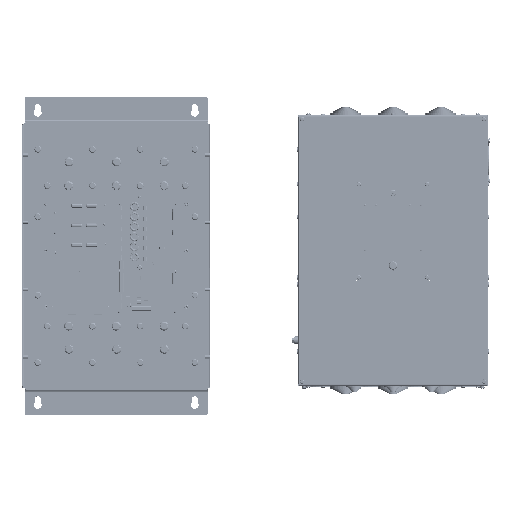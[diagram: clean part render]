
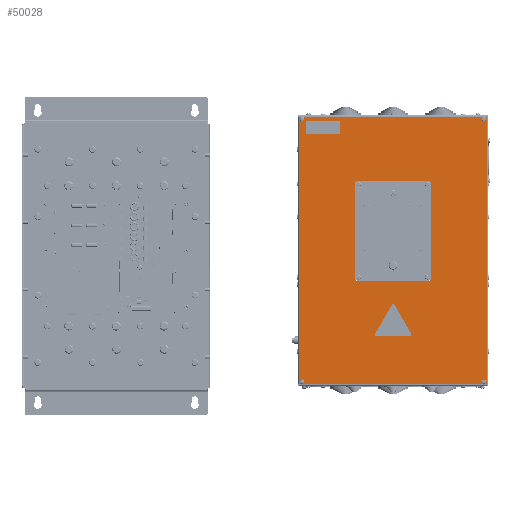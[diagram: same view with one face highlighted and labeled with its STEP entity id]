
A CAD part, top view. The second image highlights one B-rep face of the part: STEP entity #50028.
In plain terms, the highlighted planar face has unit normal (0, 0, 1).
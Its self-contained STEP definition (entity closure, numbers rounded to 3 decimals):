
#50028=ADVANCED_FACE('',(#84262,#84264,#84266,#84268,#84270,#84272),#84274,.T.);
#84262=FACE_BOUND('',#84263,.T.);
#84263=EDGE_LOOP('',(#135394,#135395,#135396,#135397));
#84264=FACE_BOUND('',#84265,.T.);
#84265=EDGE_LOOP('',(#135398,#135399,#135400,#135401,#135402,#135403,#135404,#135405));
#84266=FACE_BOUND('',#84267,.T.);
#84267=EDGE_LOOP('',(#135406));
#84268=FACE_BOUND('',#84269,.T.);
#84269=EDGE_LOOP('',(#135407));
#84270=FACE_BOUND('',#84271,.T.);
#84271=EDGE_LOOP('',(#135408));
#84272=FACE_BOUND('',#84273,.T.);
#84273=EDGE_LOOP('',(#135409));
#84274=PLANE('',#84275);
#84275=AXIS2_PLACEMENT_3D('',#84276,#84277,#84278);
#84276=CARTESIAN_POINT('',(499.569,683.044,329.72));
#84277=DIRECTION('',(0.,0.,1.));
#84278=DIRECTION('',(1.,0.,0.));
#135394=ORIENTED_EDGE('',*,*,#162922,.T.);
#135395=ORIENTED_EDGE('',*,*,#162923,.T.);
#135396=ORIENTED_EDGE('',*,*,#162889,.T.);
#135397=ORIENTED_EDGE('',*,*,#162924,.T.);
#135398=ORIENTED_EDGE('',*,*,#162925,.T.);
#135399=ORIENTED_EDGE('',*,*,#162926,.T.);
#135400=ORIENTED_EDGE('',*,*,#162927,.T.);
#135401=ORIENTED_EDGE('',*,*,#162928,.T.);
#135402=ORIENTED_EDGE('',*,*,#162929,.T.);
#135403=ORIENTED_EDGE('',*,*,#162930,.T.);
#135404=ORIENTED_EDGE('',*,*,#162931,.T.);
#135405=ORIENTED_EDGE('',*,*,#162932,.T.);
#135406=ORIENTED_EDGE('',*,*,#162933,.T.);
#135407=ORIENTED_EDGE('',*,*,#162934,.T.);
#135408=ORIENTED_EDGE('',*,*,#162935,.T.);
#135409=ORIENTED_EDGE('',*,*,#162936,.T.);
#162889=EDGE_CURVE('',#193954,#193946,#193972,.T.);
#162922=EDGE_CURVE('',#194021,#194015,#194022,.T.);
#162923=EDGE_CURVE('',#194015,#193954,#194023,.T.);
#162924=EDGE_CURVE('',#193946,#194021,#194024,.T.);
#162925=EDGE_CURVE('',#194025,#194026,#194027,.F.);
#162926=EDGE_CURVE('',#194026,#194028,#194029,.F.);
#162927=EDGE_CURVE('',#194028,#194030,#194031,.F.);
#162928=EDGE_CURVE('',#194030,#194032,#194033,.F.);
#162929=EDGE_CURVE('',#194032,#194034,#194035,.F.);
#162930=EDGE_CURVE('',#194034,#194036,#194037,.F.);
#162931=EDGE_CURVE('',#194036,#194038,#194039,.F.);
#162932=EDGE_CURVE('',#194038,#194025,#194040,.F.);
#162933=EDGE_CURVE('',#194041,#194041,#194042,.F.);
#162934=EDGE_CURVE('',#194043,#194043,#194044,.F.);
#162935=EDGE_CURVE('',#194045,#194045,#194046,.F.);
#162936=EDGE_CURVE('',#194047,#194047,#194048,.F.);
#193946=VERTEX_POINT('',#248559);
#193954=VERTEX_POINT('',#248577);
#193972=LINE('',#248618,#248619);
#194015=VERTEX_POINT('',#248722);
#194021=VERTEX_POINT('',#248738);
#194022=LINE('',#248739,#248740);
#194023=LINE('',#248742,#248743);
#194024=LINE('',#248745,#248746);
#194025=VERTEX_POINT('',#248748);
#194026=VERTEX_POINT('',#248749);
#194027=CIRCLE('',#248750,5.);
#194028=VERTEX_POINT('',#248754);
#194029=LINE('',#248755,#248756);
#194030=VERTEX_POINT('',#248758);
#194031=CIRCLE('',#248759,5.);
#194032=VERTEX_POINT('',#248763);
#194033=LINE('',#248764,#248765);
#194034=VERTEX_POINT('',#248767);
#194035=CIRCLE('',#248768,5.);
#194036=VERTEX_POINT('',#248772);
#194037=LINE('',#248773,#248774);
#194038=VERTEX_POINT('',#248776);
#194039=CIRCLE('',#248777,5.);
#194040=LINE('',#248781,#248782);
#194041=VERTEX_POINT('',#248784);
#194042=CIRCLE('',#248785,2.5);
#194043=VERTEX_POINT('',#248789);
#194044=CIRCLE('',#248790,2.5);
#194045=VERTEX_POINT('',#248794);
#194046=CIRCLE('',#248795,2.5);
#194047=VERTEX_POINT('',#248799);
#194048=CIRCLE('',#248800,2.5);
#248559=CARTESIAN_POINT('',(501.869,203.344,329.72));
#248577=CARTESIAN_POINT('',(501.869,680.744,329.72));
#248618=CARTESIAN_POINT('',(501.869,680.744,329.72));
#248619=VECTOR('',#248620,1.);
#248620=DIRECTION('',(0.,-1.,0.));
#248722=CARTESIAN_POINT('',(835.269,680.744,329.72));
#248738=CARTESIAN_POINT('',(835.269,203.344,329.72));
#248739=CARTESIAN_POINT('',(835.269,203.344,329.72));
#248740=VECTOR('',#248741,1.);
#248741=DIRECTION('',(0.,1.,0.));
#248742=CARTESIAN_POINT('',(835.269,680.744,329.72));
#248743=VECTOR('',#248744,1.);
#248744=DIRECTION('',(-1.,0.,0.));
#248745=CARTESIAN_POINT('',(501.869,203.344,329.72));
#248746=VECTOR('',#248747,1.);
#248747=DIRECTION('',(1.,0.,0.));
#248748=CARTESIAN_POINT('',(736.069,392.544,329.72));
#248749=CARTESIAN_POINT('',(731.069,387.544,329.72));
#248750=AXIS2_PLACEMENT_3D('',#248751,#248752,#248753);
#248751=CARTESIAN_POINT('',(731.069,392.544,329.72));
#248752=DIRECTION('',(0.,0.,1.));
#248753=DIRECTION('',(0.,-1.,0.));
#248754=CARTESIAN_POINT('',(606.069,387.544,329.72));
#248755=CARTESIAN_POINT('',(606.069,387.544,329.72));
#248756=VECTOR('',#248757,1.);
#248757=DIRECTION('',(1.,0.,0.));
#248758=CARTESIAN_POINT('',(601.069,392.544,329.72));
#248759=AXIS2_PLACEMENT_3D('',#248760,#248761,#248762);
#248760=CARTESIAN_POINT('',(606.069,392.544,329.72));
#248761=DIRECTION('',(0.,0.,1.));
#248762=DIRECTION('',(-1.,0.,0.));
#248763=CARTESIAN_POINT('',(601.069,561.544,329.72));
#248764=CARTESIAN_POINT('',(601.069,561.544,329.72));
#248765=VECTOR('',#248766,1.);
#248766=DIRECTION('',(0.,-1.,0.));
#248767=CARTESIAN_POINT('',(606.069,566.544,329.72));
#248768=AXIS2_PLACEMENT_3D('',#248769,#248770,#248771);
#248769=CARTESIAN_POINT('',(606.069,561.544,329.72));
#248770=DIRECTION('',(0.,0.,1.));
#248771=DIRECTION('',(0.,1.,0.));
#248772=CARTESIAN_POINT('',(731.069,566.544,329.72));
#248773=CARTESIAN_POINT('',(731.069,566.544,329.72));
#248774=VECTOR('',#248775,1.);
#248775=DIRECTION('',(-1.,0.,0.));
#248776=CARTESIAN_POINT('',(736.069,561.544,329.72));
#248777=AXIS2_PLACEMENT_3D('',#248778,#248779,#248780);
#248778=CARTESIAN_POINT('',(731.069,561.544,329.72));
#248779=DIRECTION('',(0.,0.,1.));
#248780=DIRECTION('',(1.,0.,0.));
#248781=CARTESIAN_POINT('',(736.069,392.544,329.72));
#248782=VECTOR('',#248783,1.);
#248783=DIRECTION('',(0.,1.,0.));
#248784=CARTESIAN_POINT('',(504.069,208.044,329.72));
#248785=AXIS2_PLACEMENT_3D('',#248786,#248787,#248788);
#248786=CARTESIAN_POINT('',(506.569,208.044,329.72));
#248787=DIRECTION('',(0.,0.,1.));
#248788=DIRECTION('',(-1.,0.,0.));
#248789=CARTESIAN_POINT('',(504.069,676.044,329.72));
#248790=AXIS2_PLACEMENT_3D('',#248791,#248792,#248793);
#248791=CARTESIAN_POINT('',(506.569,676.044,329.72));
#248792=DIRECTION('',(0.,0.,1.));
#248793=DIRECTION('',(-1.,0.,0.));
#248794=CARTESIAN_POINT('',(828.069,208.044,329.72));
#248795=AXIS2_PLACEMENT_3D('',#248796,#248797,#248798);
#248796=CARTESIAN_POINT('',(830.569,208.044,329.72));
#248797=DIRECTION('',(0.,0.,1.));
#248798=DIRECTION('',(-1.,0.,0.));
#248799=CARTESIAN_POINT('',(828.069,676.044,329.72));
#248800=AXIS2_PLACEMENT_3D('',#248801,#248802,#248803);
#248801=CARTESIAN_POINT('',(830.569,676.044,329.72));
#248802=DIRECTION('',(0.,0.,1.));
#248803=DIRECTION('',(-1.,0.,0.));
